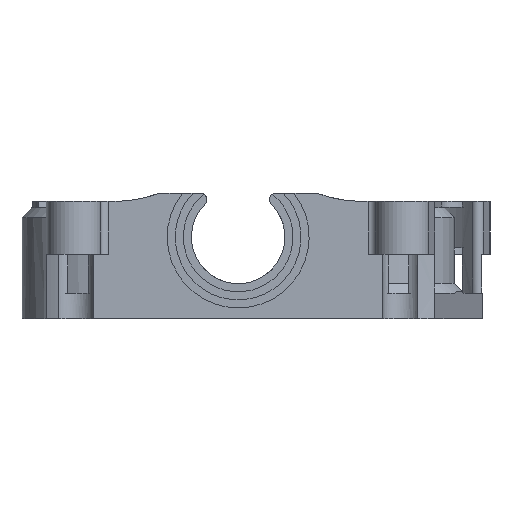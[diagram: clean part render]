
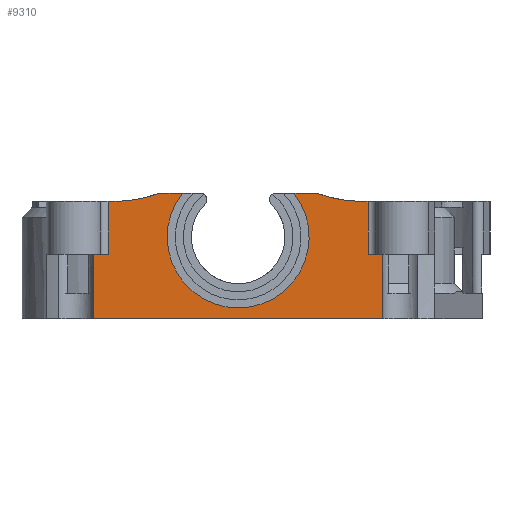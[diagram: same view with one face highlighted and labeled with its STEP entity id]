
A CAD part, front view. The second image highlights one B-rep face of the part: STEP entity #9310.
In plain terms, the highlighted planar face has unit normal (0, -1, 0).
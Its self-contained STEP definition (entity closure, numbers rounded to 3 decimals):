
#1491=LINE('',#17823,#2114);
#1572=LINE('',#19223,#2195);
#1597=LINE('',#19450,#2220);
#1601=LINE('',#19468,#2224);
#1602=LINE('',#19472,#2225);
#1603=LINE('',#19474,#2226);
#1604=LINE('',#19476,#2227);
#1605=LINE('',#19477,#2228);
#1606=LINE('',#19479,#2229);
#1607=LINE('',#19481,#2230);
#1608=LINE('',#19482,#2231);
#2114=VECTOR('',#10406,10.);
#2195=VECTOR('',#10765,10.);
#2220=VECTOR('',#10844,10.);
#2224=VECTOR('',#10866,10.);
#2225=VECTOR('',#10869,10.);
#2226=VECTOR('',#10870,10.);
#2227=VECTOR('',#10871,10.);
#2228=VECTOR('',#10872,10.);
#2229=VECTOR('',#10873,10.);
#2230=VECTOR('',#10874,10.);
#2231=VECTOR('',#10875,10.);
#2383=PLANE('',#9652);
#2840=FACE_OUTER_BOUND('',#3366,.T.);
#3366=EDGE_LOOP('',(#8470,#8471,#8472,#8473,#8474,#8475,#8476,#8477,#8478,
#8479,#8480,#8481,#8482,#8483));
#3565=CIRCLE('',#9649,11.);
#3567=CIRCLE('',#9653,20.);
#3568=CIRCLE('',#9654,20.);
#4309=VERTEX_POINT('',#17820);
#4310=VERTEX_POINT('',#17822);
#4492=VERTEX_POINT('',#19220);
#4493=VERTEX_POINT('',#19222);
#4517=VERTEX_POINT('',#19447);
#4518=VERTEX_POINT('',#19449);
#4521=VERTEX_POINT('',#19459);
#4523=VERTEX_POINT('',#19467);
#4524=VERTEX_POINT('',#19469);
#4525=VERTEX_POINT('',#19471);
#4526=VERTEX_POINT('',#19473);
#4527=VERTEX_POINT('',#19475);
#4528=VERTEX_POINT('',#19478);
#4529=VERTEX_POINT('',#19480);
#5584=EDGE_CURVE('',#4310,#4309,#1491,.T.);
#5829=EDGE_CURVE('',#4492,#4493,#1572,.T.);
#5873=EDGE_CURVE('',#4517,#4518,#1597,.T.);
#5878=EDGE_CURVE('',#4521,#4492,#3565,.T.);
#5882=EDGE_CURVE('',#4523,#4521,#1601,.T.);
#5883=EDGE_CURVE('',#4524,#4523,#3567,.T.);
#5884=EDGE_CURVE('',#4525,#4524,#1602,.T.);
#5885=EDGE_CURVE('',#4525,#4526,#1603,.T.);
#5886=EDGE_CURVE('',#4527,#4526,#1604,.T.);
#5887=EDGE_CURVE('',#4310,#4527,#1605,.T.);
#5888=EDGE_CURVE('',#4309,#4528,#1606,.T.);
#5889=EDGE_CURVE('',#4529,#4528,#1607,.T.);
#5890=EDGE_CURVE('',#4518,#4529,#1608,.T.);
#5891=EDGE_CURVE('',#4493,#4517,#3568,.T.);
#8470=ORIENTED_EDGE('',*,*,#5878,.F.);
#8471=ORIENTED_EDGE('',*,*,#5882,.F.);
#8472=ORIENTED_EDGE('',*,*,#5883,.F.);
#8473=ORIENTED_EDGE('',*,*,#5884,.F.);
#8474=ORIENTED_EDGE('',*,*,#5885,.T.);
#8475=ORIENTED_EDGE('',*,*,#5886,.F.);
#8476=ORIENTED_EDGE('',*,*,#5887,.F.);
#8477=ORIENTED_EDGE('',*,*,#5584,.T.);
#8478=ORIENTED_EDGE('',*,*,#5888,.T.);
#8479=ORIENTED_EDGE('',*,*,#5889,.F.);
#8480=ORIENTED_EDGE('',*,*,#5890,.F.);
#8481=ORIENTED_EDGE('',*,*,#5873,.F.);
#8482=ORIENTED_EDGE('',*,*,#5891,.F.);
#8483=ORIENTED_EDGE('',*,*,#5829,.F.);
#9310=ADVANCED_FACE('',(#2840),#2383,.F.);
#9649=AXIS2_PLACEMENT_3D('',#19460,#10856,#10857);
#9652=AXIS2_PLACEMENT_3D('',#19466,#10864,#10865);
#9653=AXIS2_PLACEMENT_3D('',#19470,#10867,#10868);
#9654=AXIS2_PLACEMENT_3D('',#19483,#10876,#10877);
#10406=DIRECTION('',(1.,0.,0.));
#10765=DIRECTION('',(1.,0.,0.));
#10844=DIRECTION('',(1.,0.,0.));
#10856=DIRECTION('center_axis',(0.,-1.,0.));
#10857=DIRECTION('ref_axis',(1.,0.,0.));
#10864=DIRECTION('center_axis',(0.,1.,0.));
#10865=DIRECTION('ref_axis',(-1.,0.,0.));
#10866=DIRECTION('',(1.,0.,0.));
#10867=DIRECTION('center_axis',(0.,-1.,0.));
#10868=DIRECTION('ref_axis',(0.475,0.,-0.88));
#10869=DIRECTION('',(1.,0.,0.));
#10870=DIRECTION('',(0.,0.,-1.));
#10871=DIRECTION('',(1.,0.,0.));
#10872=DIRECTION('',(0.,0.,1.));
#10873=DIRECTION('',(0.,0.,1.));
#10874=DIRECTION('',(1.,0.,0.));
#10875=DIRECTION('',(0.,0.,-1.));
#10876=DIRECTION('center_axis',(0.,-1.,0.));
#10877=DIRECTION('ref_axis',(0.,0.,
-1.));
#17820=CARTESIAN_POINT('',(22.4,-21.4,0.));
#17822=CARTESIAN_POINT('',(-22.4,-21.4,0.));
#17823=CARTESIAN_POINT('',(20.318,-21.4,0.));
#19220=CARTESIAN_POINT('',(8.646,-21.4,19.5));
#19222=CARTESIAN_POINT('',(12.156,-21.4,19.5));
#19223=CARTESIAN_POINT('',(17.278,-21.4,19.5));
#19447=CARTESIAN_POINT('',(19.249,-21.4,18.2));
#19449=CARTESIAN_POINT('',(20.135,-21.4,18.2));
#19450=CARTESIAN_POINT('',(32.218,-21.4,18.2));
#19459=CARTESIAN_POINT('',(-8.646,-21.4,19.5));
#19460=CARTESIAN_POINT('Origin',(0.,-21.4,
12.7));
#19466=CARTESIAN_POINT('Origin',(22.4,-21.4,0.));
#19467=CARTESIAN_POINT('',(-12.156,-21.4,19.5));
#19468=CARTESIAN_POINT('',(17.278,-21.4,19.5));
#19469=CARTESIAN_POINT('',(-19.249,-21.4,18.2));
#19470=CARTESIAN_POINT('Origin',(-19.249,-21.4,38.2));
#19471=CARTESIAN_POINT('',(-20.135,-21.4,18.2));
#19472=CARTESIAN_POINT('',(1.576,-21.4,18.2));
#19473=CARTESIAN_POINT('',(-20.135,-21.4,10.));
#19474=CARTESIAN_POINT('',(-20.135,-21.4,0.));
#19475=CARTESIAN_POINT('',(-22.4,-21.4,10.));
#19476=CARTESIAN_POINT('',(-20.135,-21.4,10.));
#19477=CARTESIAN_POINT('',(-22.4,-21.4,0.));
#19478=CARTESIAN_POINT('',(22.4,-21.4,10.));
#19479=CARTESIAN_POINT('',(22.4,-21.4,0.));
#19480=CARTESIAN_POINT('',(20.135,-21.4,10.));
#19481=CARTESIAN_POINT('',(20.135,-21.4,10.));
#19482=CARTESIAN_POINT('',(20.135,-21.4,0.));
#19483=CARTESIAN_POINT('Origin',(19.249,-21.4,38.2));
